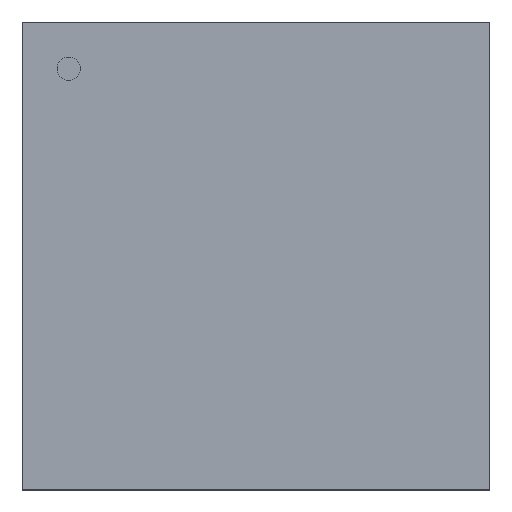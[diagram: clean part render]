
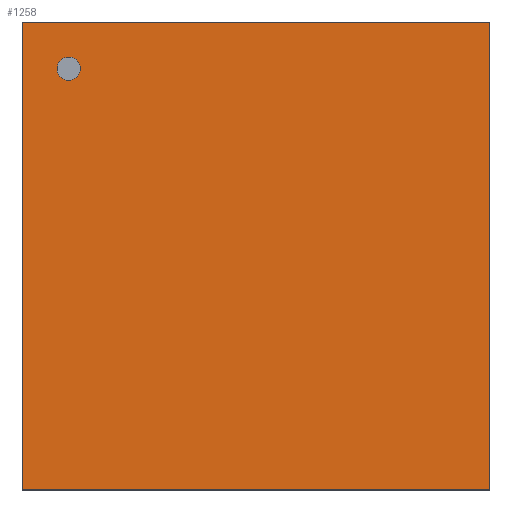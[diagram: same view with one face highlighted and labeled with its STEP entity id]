
A CAD part, top view. The second image highlights one B-rep face of the part: STEP entity #1258.
In plain terms, the highlighted planar face has unit normal (0, 0, 1).
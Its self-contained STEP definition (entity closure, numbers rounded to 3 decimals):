
#1034=CARTESIAN_POINT('',(3.505,-3.505,0.965));
#1033=VERTEX_POINT('',#1034);
#1044=CARTESIAN_POINT('',(-3.505,-3.505,0.965));
#1043=VERTEX_POINT('',#1044);
#1042=EDGE_CURVE('',#1043,#1033,#1047,.T.);
#1047=LINE('',#1044,#1049);
#1049=VECTOR('',#1050,7.01);
#1050=DIRECTION('',(1.0,0.0,0.0));
#1083=CARTESIAN_POINT('',(3.505,3.505,0.965));
#1082=VERTEX_POINT('',#1083);
#1091=EDGE_CURVE('',#1033,#1082,#1096,.T.);
#1096=LINE('',#1034,#1098);
#1098=VECTOR('',#1099,7.01);
#1099=DIRECTION('',(0.0,1.0,0.0));
#1132=CARTESIAN_POINT('',(-3.505,3.505,0.965));
#1131=VERTEX_POINT('',#1132);
#1140=EDGE_CURVE('',#1082,#1131,#1145,.T.);
#1145=LINE('',#1083,#1147);
#1147=VECTOR('',#1148,7.01);
#1148=DIRECTION('',(-1.0,0.0,0.0));
#1189=EDGE_CURVE('',#1131,#1043,#1194,.T.);
#1194=LINE('',#1132,#1196);
#1196=VECTOR('',#1197,7.01);
#1197=DIRECTION('',(0.0,-1.0,0.0));
#1258=ADVANCED_FACE('',(#1264),#1259,.T.);
#1259=PLANE('',#1260);
#1260=AXIS2_PLACEMENT_3D('',#1261,#1262,#1263);
#1261=CARTESIAN_POINT('',(-3.505,-3.505,0.965));
#1262=DIRECTION('',(0.0,0.0,1.0));
#1263=DIRECTION('',(0.,1.,0.));
#1264=FACE_OUTER_BOUND('',#1265,.T.);
#1265=EDGE_LOOP('',(#1266,#1276,#1286,#1296));
#1266=ORIENTED_EDGE('',*,*,#1042,.T.);
#1276=ORIENTED_EDGE('',*,*,#1091,.T.);
#1286=ORIENTED_EDGE('',*,*,#1140,.T.);
#1296=ORIENTED_EDGE('',*,*,#1189,.T.);
